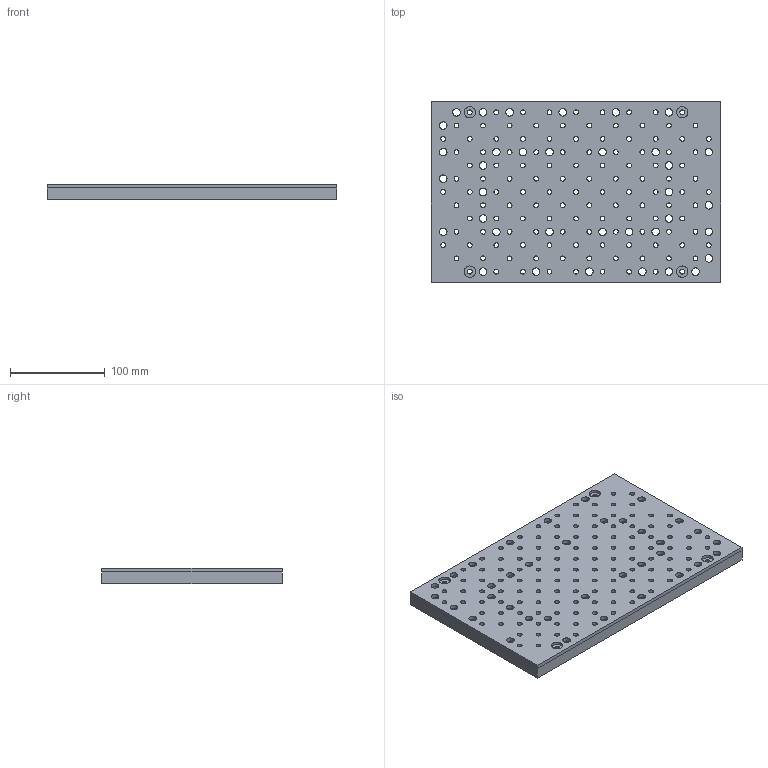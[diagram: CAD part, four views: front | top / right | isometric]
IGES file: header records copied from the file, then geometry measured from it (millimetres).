
Global section: file name: Fixture Rev. 4_v51; native system: unknown; preprocessor: unknown; author: unknown; organization: unknown; date: 20201031.193433; units: millimetre
Bounding box: 305 x 190 x 16.5 mm (x, y, z)
Volume: 874319.4 mm3; surface area: 282103.1 mm2
Topology: 2 solids, 2 shells, 374 faces, 1074 edges, 716 vertices
Faces by surface type: bspline 374
